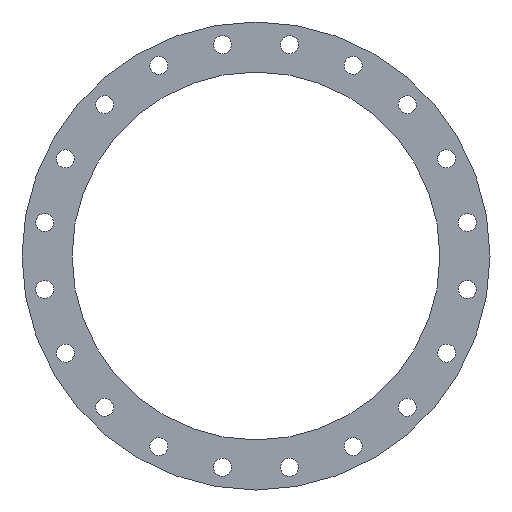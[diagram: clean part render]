
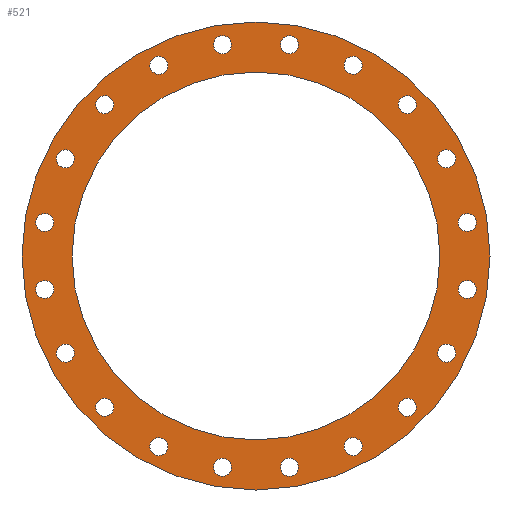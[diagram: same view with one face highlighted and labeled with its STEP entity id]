
A CAD part, front view. The second image highlights one B-rep face of the part: STEP entity #521.
In plain terms, the highlighted planar face has unit normal (0, -1, 0).
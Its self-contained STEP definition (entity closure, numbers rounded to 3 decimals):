
#15=FACE_BOUND('',#104,.T.);
#16=FACE_BOUND('',#105,.T.);
#17=FACE_BOUND('',#106,.T.);
#18=FACE_BOUND('',#107,.T.);
#19=FACE_BOUND('',#108,.T.);
#20=FACE_BOUND('',#109,.T.);
#21=FACE_BOUND('',#110,.T.);
#22=FACE_BOUND('',#111,.T.);
#23=FACE_BOUND('',#112,.T.);
#24=FACE_BOUND('',#113,.T.);
#25=FACE_BOUND('',#114,.T.);
#26=FACE_BOUND('',#115,.T.);
#27=FACE_BOUND('',#116,.T.);
#28=FACE_BOUND('',#117,.T.);
#29=FACE_BOUND('',#118,.T.);
#30=FACE_BOUND('',#119,.T.);
#31=FACE_BOUND('',#120,.T.);
#32=FACE_BOUND('',#121,.T.);
#33=FACE_BOUND('',#122,.T.);
#34=FACE_BOUND('',#123,.T.);
#35=FACE_BOUND('',#124,.T.);
#57=PLANE('',#605);
#79=FACE_OUTER_BOUND('',#103,.T.);
#103=EDGE_LOOP('',(#427));
#104=EDGE_LOOP('',(#428));
#105=EDGE_LOOP('',(#429));
#106=EDGE_LOOP('',(#430));
#107=EDGE_LOOP('',(#431));
#108=EDGE_LOOP('',(#432));
#109=EDGE_LOOP('',(#433));
#110=EDGE_LOOP('',(#434));
#111=EDGE_LOOP('',(#435));
#112=EDGE_LOOP('',(#436));
#113=EDGE_LOOP('',(#437));
#114=EDGE_LOOP('',(#438));
#115=EDGE_LOOP('',(#439));
#116=EDGE_LOOP('',(#440));
#117=EDGE_LOOP('',(#441));
#118=EDGE_LOOP('',(#442));
#119=EDGE_LOOP('',(#443));
#120=EDGE_LOOP('',(#444));
#121=EDGE_LOOP('',(#445));
#122=EDGE_LOOP('',(#446));
#123=EDGE_LOOP('',(#447));
#124=EDGE_LOOP('',(#448));
#194=CIRCLE('',#547,13.);
#196=CIRCLE('',#550,13.);
#198=CIRCLE('',#553,13.);
#200=CIRCLE('',#556,13.);
#202=CIRCLE('',#559,13.);
#204=CIRCLE('',#562,13.);
#206=CIRCLE('',#565,13.);
#208=CIRCLE('',#568,13.);
#210=CIRCLE('',#571,13.);
#212=CIRCLE('',#574,13.);
#214=CIRCLE('',#577,13.);
#216=CIRCLE('',#580,13.);
#218=CIRCLE('',#583,13.);
#220=CIRCLE('',#586,13.);
#222=CIRCLE('',#589,13.);
#224=CIRCLE('',#592,13.);
#226=CIRCLE('',#595,13.);
#228=CIRCLE('',#598,13.);
#230=CIRCLE('',#601,13.);
#232=CIRCLE('',#604,13.);
#233=CIRCLE('',#606,339.);
#234=CIRCLE('',#607,266.5);
#238=VERTEX_POINT('',#777);
#240=VERTEX_POINT('',#783);
#242=VERTEX_POINT('',#789);
#244=VERTEX_POINT('',#795);
#246=VERTEX_POINT('',#801);
#248=VERTEX_POINT('',#807);
#250=VERTEX_POINT('',#813);
#252=VERTEX_POINT('',#819);
#254=VERTEX_POINT('',#825);
#256=VERTEX_POINT('',#831);
#258=VERTEX_POINT('',#837);
#260=VERTEX_POINT('',#843);
#262=VERTEX_POINT('',#849);
#264=VERTEX_POINT('',#855);
#266=VERTEX_POINT('',#861);
#268=VERTEX_POINT('',#867);
#270=VERTEX_POINT('',#873);
#272=VERTEX_POINT('',#879);
#274=VERTEX_POINT('',#885);
#276=VERTEX_POINT('',#891);
#277=VERTEX_POINT('',#895);
#278=VERTEX_POINT('',#897);
#283=EDGE_CURVE('',#238,#238,#194,.T.);
#286=EDGE_CURVE('',#240,#240,#196,.T.);
#289=EDGE_CURVE('',#242,#242,#198,.T.);
#292=EDGE_CURVE('',#244,#244,#200,.T.);
#295=EDGE_CURVE('',#246,#246,#202,.T.);
#298=EDGE_CURVE('',#248,#248,#204,.T.);
#301=EDGE_CURVE('',#250,#250,#206,.T.);
#304=EDGE_CURVE('',#252,#252,#208,.T.);
#307=EDGE_CURVE('',#254,#254,#210,.T.);
#310=EDGE_CURVE('',#256,#256,#212,.T.);
#313=EDGE_CURVE('',#258,#258,#214,.T.);
#316=EDGE_CURVE('',#260,#260,#216,.T.);
#319=EDGE_CURVE('',#262,#262,#218,.T.);
#322=EDGE_CURVE('',#264,#264,#220,.T.);
#325=EDGE_CURVE('',#266,#266,#222,.T.);
#328=EDGE_CURVE('',#268,#268,#224,.T.);
#331=EDGE_CURVE('',#270,#270,#226,.T.);
#334=EDGE_CURVE('',#272,#272,#228,.T.);
#337=EDGE_CURVE('',#274,#274,#230,.T.);
#340=EDGE_CURVE('',#276,#276,#232,.T.);
#341=EDGE_CURVE('',#277,#277,#233,.T.);
#342=EDGE_CURVE('',#278,#278,#234,.T.);
#427=ORIENTED_EDGE('',*,*,#341,.T.);
#428=ORIENTED_EDGE('',*,*,#283,.T.);
#429=ORIENTED_EDGE('',*,*,#286,.T.);
#430=ORIENTED_EDGE('',*,*,#289,.T.);
#431=ORIENTED_EDGE('',*,*,#292,.T.);
#432=ORIENTED_EDGE('',*,*,#295,.T.);
#433=ORIENTED_EDGE('',*,*,#298,.T.);
#434=ORIENTED_EDGE('',*,*,#301,.T.);
#435=ORIENTED_EDGE('',*,*,#304,.T.);
#436=ORIENTED_EDGE('',*,*,#307,.T.);
#437=ORIENTED_EDGE('',*,*,#310,.T.);
#438=ORIENTED_EDGE('',*,*,#313,.T.);
#439=ORIENTED_EDGE('',*,*,#316,.T.);
#440=ORIENTED_EDGE('',*,*,#319,.T.);
#441=ORIENTED_EDGE('',*,*,#322,.T.);
#442=ORIENTED_EDGE('',*,*,#325,.T.);
#443=ORIENTED_EDGE('',*,*,#328,.T.);
#444=ORIENTED_EDGE('',*,*,#331,.T.);
#445=ORIENTED_EDGE('',*,*,#334,.T.);
#446=ORIENTED_EDGE('',*,*,#337,.T.);
#447=ORIENTED_EDGE('',*,*,#340,.T.);
#448=ORIENTED_EDGE('',*,*,#342,.T.);
#521=ADVANCED_FACE('',(#79,#15,#16,#17,#18,#19,#20,#21,#22,#23,#24,#25,
#26,#27,#28,#29,#30,#31,#32,#33,#34,#35),#57,.F.);
#547=AXIS2_PLACEMENT_3D('',#779,#620,#621);
#550=AXIS2_PLACEMENT_3D('',#785,#627,#628);
#553=AXIS2_PLACEMENT_3D('',#791,#634,#635);
#556=AXIS2_PLACEMENT_3D('',#797,#641,#642);
#559=AXIS2_PLACEMENT_3D('',#803,#648,#649);
#562=AXIS2_PLACEMENT_3D('',#809,#655,#656);
#565=AXIS2_PLACEMENT_3D('',#815,#662,#663);
#568=AXIS2_PLACEMENT_3D('',#821,#669,#670);
#571=AXIS2_PLACEMENT_3D('',#827,#676,#677);
#574=AXIS2_PLACEMENT_3D('',#833,#683,#684);
#577=AXIS2_PLACEMENT_3D('',#839,#690,#691);
#580=AXIS2_PLACEMENT_3D('',#845,#697,#698);
#583=AXIS2_PLACEMENT_3D('',#851,#704,#705);
#586=AXIS2_PLACEMENT_3D('',#857,#711,#712);
#589=AXIS2_PLACEMENT_3D('',#863,#718,#719);
#592=AXIS2_PLACEMENT_3D('',#869,#725,#726);
#595=AXIS2_PLACEMENT_3D('',#875,#732,#733);
#598=AXIS2_PLACEMENT_3D('',#881,#739,#740);
#601=AXIS2_PLACEMENT_3D('',#887,#746,#747);
#604=AXIS2_PLACEMENT_3D('',#893,#753,#754);
#605=AXIS2_PLACEMENT_3D('',#894,#755,#756);
#606=AXIS2_PLACEMENT_3D('',#896,#757,#758);
#607=AXIS2_PLACEMENT_3D('',#898,#759,#760);
#620=DIRECTION('center_axis',(0.,1.,0.));
#621=DIRECTION('ref_axis',(-0.951,0.,-0.309));
#627=DIRECTION('center_axis',(0.,1.,0.));
#628=DIRECTION('ref_axis',(-0.809,0.,-0.588));
#634=DIRECTION('center_axis',(0.,1.,0.));
#635=DIRECTION('ref_axis',(-0.588,0.,-0.809));
#641=DIRECTION('center_axis',(0.,1.,0.));
#642=DIRECTION('ref_axis',(-0.309,0.,-0.951));
#648=DIRECTION('center_axis',(0.,1.,0.));
#649=DIRECTION('ref_axis',(0.,0.,-1.));
#655=DIRECTION('center_axis',(0.,1.,0.));
#656=DIRECTION('ref_axis',(0.309,0.,-0.951));
#662=DIRECTION('center_axis',(0.,1.,0.));
#663=DIRECTION('ref_axis',(0.588,0.,-0.809));
#669=DIRECTION('center_axis',(0.,1.,0.));
#670=DIRECTION('ref_axis',(0.809,0.,-0.588));
#676=DIRECTION('center_axis',(0.,1.,0.));
#677=DIRECTION('ref_axis',(0.951,0.,-0.309));
#683=DIRECTION('center_axis',(0.,1.,0.));
#684=DIRECTION('ref_axis',(1.,0.,0.));
#690=DIRECTION('center_axis',(0.,1.,0.));
#691=DIRECTION('ref_axis',(0.951,0.,0.309));
#697=DIRECTION('center_axis',(0.,1.,0.));
#698=DIRECTION('ref_axis',(0.809,0.,0.588));
#704=DIRECTION('center_axis',(0.,1.,0.));
#705=DIRECTION('ref_axis',(0.588,0.,0.809));
#711=DIRECTION('center_axis',(0.,1.,0.));
#712=DIRECTION('ref_axis',(0.309,0.,0.951));
#718=DIRECTION('center_axis',(0.,1.,0.));
#719=DIRECTION('ref_axis',(0.,0.,1.));
#725=DIRECTION('center_axis',(0.,1.,0.));
#726=DIRECTION('ref_axis',(-0.309,0.,0.951));
#732=DIRECTION('center_axis',(0.,1.,0.));
#733=DIRECTION('ref_axis',(-0.588,0.,0.809));
#739=DIRECTION('center_axis',(0.,1.,0.));
#740=DIRECTION('ref_axis',(-0.809,0.,0.588));
#746=DIRECTION('center_axis',(0.,1.,0.));
#747=DIRECTION('ref_axis',(-0.951,0.,0.309));
#753=DIRECTION('center_axis',(0.,1.,0.));
#754=DIRECTION('ref_axis',(-1.,0.,0.));
#755=DIRECTION('center_axis',(0.,1.,0.));
#756=DIRECTION('ref_axis',(0.,0.,1.));
#757=DIRECTION('center_axis',(0.,-1.,0.));
#758=DIRECTION('ref_axis',(-1.,0.,0.));
#759=DIRECTION('center_axis',(0.,1.,0.));
#760=DIRECTION('ref_axis',(1.,0.,0.));
#777=CARTESIAN_POINT('',(153.101,-22.5,-272.195));
#779=CARTESIAN_POINT('Origin',(140.737,-22.5,-276.212));
#783=CARTESIAN_POINT('',(229.72,-22.5,-211.562));
#785=CARTESIAN_POINT('Origin',(219.203,-22.5,-219.203));
#789=CARTESIAN_POINT('',(283.853,-22.5,-130.22));
#791=CARTESIAN_POINT('Origin',(276.212,-22.5,-140.737));
#795=CARTESIAN_POINT('',(310.201,-22.5,-36.131));
#797=CARTESIAN_POINT('Origin',(306.183,-22.5,-48.495));
#801=CARTESIAN_POINT('',(306.183,-22.5,61.495));
#803=CARTESIAN_POINT('Origin',(306.183,-22.5,48.495));
#807=CARTESIAN_POINT('',(272.195,-22.5,153.101));
#809=CARTESIAN_POINT('Origin',(276.212,-22.5,140.737));
#813=CARTESIAN_POINT('',(211.562,-22.5,229.72));
#815=CARTESIAN_POINT('Origin',(219.203,-22.5,219.203));
#819=CARTESIAN_POINT('',(130.22,-22.5,283.853));
#821=CARTESIAN_POINT('Origin',(140.737,-22.5,276.212));
#825=CARTESIAN_POINT('',(36.131,-22.5,310.201));
#827=CARTESIAN_POINT('Origin',(48.495,-22.5,306.183));
#831=CARTESIAN_POINT('',(-61.495,-22.5,306.183));
#833=CARTESIAN_POINT('Origin',(-48.495,-22.5,306.183));
#837=CARTESIAN_POINT('',(-153.101,-22.5,272.195));
#839=CARTESIAN_POINT('Origin',(-140.737,-22.5,276.212));
#843=CARTESIAN_POINT('',(-229.72,-22.5,211.562));
#845=CARTESIAN_POINT('Origin',(-219.203,-22.5,219.203));
#849=CARTESIAN_POINT('',(-283.853,-22.5,130.22));
#851=CARTESIAN_POINT('Origin',(-276.212,-22.5,140.737));
#855=CARTESIAN_POINT('',(-310.201,-22.5,36.131));
#857=CARTESIAN_POINT('Origin',(-306.183,-22.5,48.495));
#861=CARTESIAN_POINT('',(-306.183,-22.5,-61.495));
#863=CARTESIAN_POINT('Origin',(-306.183,-22.5,-48.495));
#867=CARTESIAN_POINT('',(-272.195,-22.5,-153.101));
#869=CARTESIAN_POINT('Origin',(-276.212,-22.5,-140.737));
#873=CARTESIAN_POINT('',(-211.562,-22.5,-229.72));
#875=CARTESIAN_POINT('Origin',(-219.203,-22.5,-219.203));
#879=CARTESIAN_POINT('',(-130.22,-22.5,-283.853));
#881=CARTESIAN_POINT('Origin',(-140.737,-22.5,-276.212));
#885=CARTESIAN_POINT('',(-36.131,-22.5,-310.201));
#887=CARTESIAN_POINT('Origin',(-48.495,-22.5,-306.183));
#891=CARTESIAN_POINT('',(61.495,-22.5,-306.183));
#893=CARTESIAN_POINT('Origin',(48.495,-22.5,-306.183));
#894=CARTESIAN_POINT('Origin',(0.,-22.5,0.));
#895=CARTESIAN_POINT('',(339.,-22.5,0.));
#896=CARTESIAN_POINT('Origin',(0.,-22.5,0.));
#897=CARTESIAN_POINT('',(-266.5,-22.5,0.));
#898=CARTESIAN_POINT('Origin',(0.,-22.5,0.));
